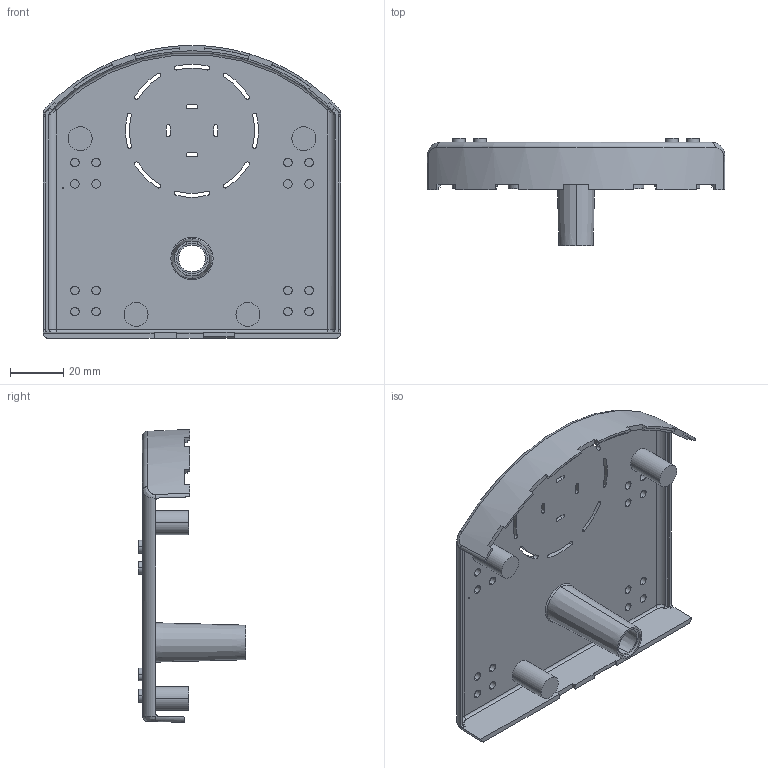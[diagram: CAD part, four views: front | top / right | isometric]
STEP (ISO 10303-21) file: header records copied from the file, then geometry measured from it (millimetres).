
FILE_DESCRIPTION((''),'2;1');
FILE_NAME('P_COQUE_DESSUS','2011-01-15T',('Michael'),('EPFL'),'PRO/ENGINEER BY PARAMETRIC TECHNOLOGY CORPORATION, 2008490','PRO/ENGINEER BY PARAMETRIC TECHNOLOGY CORPORATION, 2008490','');
FILE_SCHEMA(('AUTOMOTIVE_DESIGN_CC2 { 1 2 10303 214 -1 1 5 2 }'));
Length unit declared in the file: millimetre
Products named in the file (1): P_COQUE_DESSUS
Bounding box: 111.8 x 40.4 x 109.93 mm (x, y, z)
Volume: 34712.7 mm3; surface area: 36014.6 mm2
Topology: 1 solids, 1 shells, 324 faces, 787 edges, 508 vertices
Faces by surface type: cylinder 152, plane 112, bspline 24, torus 22, cone 14
Entity records: 12668 total; most frequent: CARTESIAN_POINT 2477, DIRECTION 1718, ORIENTED_EDGE 1574, PRESENTATION_STYLE_ASSIGNMENT 788, STYLED_ITEM 788, CURVE_STYLE 787, EDGE_CURVE 787, AXIS2_PLACEMENT_3D 706
